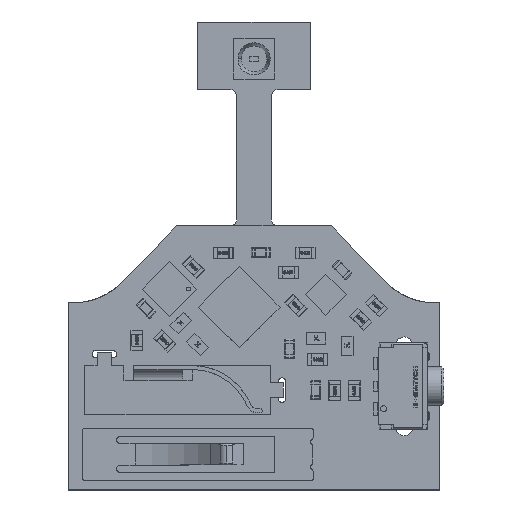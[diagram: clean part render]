
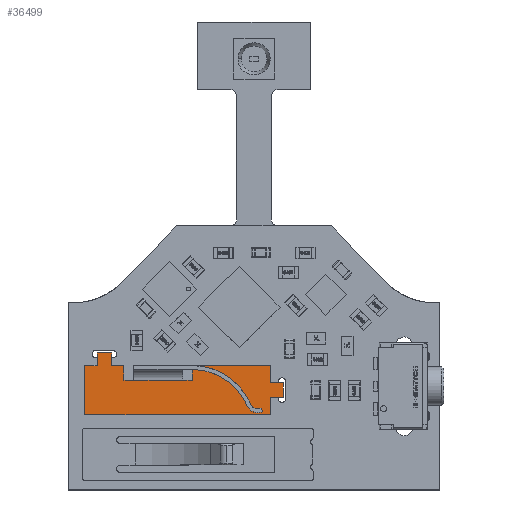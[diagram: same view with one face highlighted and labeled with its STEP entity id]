
A CAD part, top view. The second image highlights one B-rep face of the part: STEP entity #36499.
In plain terms, the highlighted face is planar.
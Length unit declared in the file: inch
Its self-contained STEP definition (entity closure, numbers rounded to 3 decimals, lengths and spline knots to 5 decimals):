
#47 = VECTOR ( 'NONE', #23286, 39.37008 ) ;
#357 = VERTEX_POINT ( 'NONE', #22605 ) ;
#382 = CARTESIAN_POINT ( 'NONE',  ( -0.15, 0.008, 0. ) ) ;
#715 = VERTEX_POINT ( 'NONE', #382 ) ;
#788 = DIRECTION ( 'NONE',  ( -1., 0., 0. ) ) ;
#1300 = CARTESIAN_POINT ( 'NONE',  ( 0.07, 0.008, -0.1 ) ) ;
#1904 = LINE ( 'NONE', #8184, #6745 ) ;
#2136 = LINE ( 'NONE', #21987, #15033 ) ;
#2187 = CARTESIAN_POINT ( 'NONE',  ( 0.22992, 0.008, -0.065 ) ) ;
#2535 = DIRECTION ( 'NONE',  ( 0., 0., 1. ) ) ;
#2567 = VECTOR ( 'NONE', #5760, 39.37008 ) ;
#2949 = VERTEX_POINT ( 'NONE', #38989 ) ;
#3046 = DIRECTION ( 'NONE',  ( -1., 0., 0. ) ) ;
#3332 = DIRECTION ( 'NONE',  ( -1., 0., 0. ) ) ;
#3448 = VECTOR ( 'NONE', #17570, 39.37008 ) ;
#4532 = CARTESIAN_POINT ( 'NONE',  ( 0.22992, 0.008, -0.035 ) ) ;
#4997 = CARTESIAN_POINT ( 'NONE',  ( 0.05, 0.008, -0.07 ) ) ;
#5355 = EDGE_CURVE ( 'NONE', #32116, #40688, #26228, .T. ) ;
#5480 = VECTOR ( 'NONE', #37163, 39.37008 ) ;
#5631 = VECTOR ( 'NONE', #6807, 39.37008 ) ;
#5685 = CARTESIAN_POINT ( 'NONE',  ( 0.25592, 0.008, -0.035 ) ) ;
#5760 = DIRECTION ( 'NONE',  ( -1., 0., 0. ) ) ;
#6745 = VECTOR ( 'NONE', #39876, 39.37008 ) ;
#6807 = DIRECTION ( 'NONE',  ( -1., 0., 0. ) ) ;
#6861 = LINE ( 'NONE', #16697, #12927 ) ;
#7180 = EDGE_CURVE ( 'NONE', #36539, #715, #31288, .T. ) ;
#8184 = CARTESIAN_POINT ( 'NONE',  ( -0.07, 0.008, -0.1 ) ) ;
#8295 = CARTESIAN_POINT ( 'NONE',  ( 0.22992, 0.008, 0. ) ) ;
#8546 = CARTESIAN_POINT ( 'NONE',  ( -0.125, 0.008, -0.126 ) ) ;
#8609 = LINE ( 'NONE', #5685, #5480 ) ;
#8977 = VERTEX_POINT ( 'NONE', #9631 ) ;
#9442 = VECTOR ( 'NONE', #18851, 39.37008 ) ;
#9631 = CARTESIAN_POINT ( 'NONE',  ( 0.25592, 0.008, -0.035 ) ) ;
#9932 = CARTESIAN_POINT ( 'NONE',  ( 0.07, 0.008, -0.07 ) ) ;
#10185 = VERTEX_POINT ( 'NONE', #33390 ) ;
#10670 = CARTESIAN_POINT ( 'NONE',  ( 0.22992, 0.008, 0. ) ) ;
#11420 = VERTEX_POINT ( 'NONE', #24098 ) ;
#11540 = ORIENTED_EDGE ( 'NONE', *, *, #36479, .T. ) ;
#11757 = CARTESIAN_POINT ( 'NONE',  ( -0.15, 0.008, -0.1 ) ) ;
#11804 = VECTOR ( 'NONE', #38598, 39.37008 ) ;
#12082 = EDGE_CURVE ( 'NONE', #10185, #2949, #41213, .T. ) ;
#12094 = VECTOR ( 'NONE', #21767, 39.37008 ) ;
#12927 = VECTOR ( 'NONE', #3332, 39.37008 ) ;
#13947 = EDGE_CURVE ( 'NONE', #24344, #34201, #32157, .T. ) ;
#14033 = CARTESIAN_POINT ( 'NONE',  ( -0.07, 0.008, -0.1 ) ) ;
#14302 = ORIENTED_EDGE ( 'NONE', *, *, #31174, .T. ) ;
#15033 = VECTOR ( 'NONE', #15343, 39.37008 ) ;
#15343 = DIRECTION ( 'NONE',  ( 1., 0., 0. ) ) ;
#15422 = EDGE_CURVE ( 'NONE', #22623, #35994, #21977, .T. ) ;
#15454 = ORIENTED_EDGE ( 'NONE', *, *, #27905, .T. ) ;
#15817 = CARTESIAN_POINT ( 'NONE',  ( 0.07, 0.008, -0.07 ) ) ;
#16032 = ORIENTED_EDGE ( 'NONE', *, *, #18894, .T. ) ;
#16452 = ORIENTED_EDGE ( 'NONE', *, *, #13947, .T. ) ;
#16548 = ORIENTED_EDGE ( 'NONE', *, *, #35509, .F. ) ;
#16694 = ORIENTED_EDGE ( 'NONE', *, *, #25644, .T. ) ;
#16697 = CARTESIAN_POINT ( 'NONE',  ( -0.095, 0.008, -0.126 ) ) ;
#16833 = LINE ( 'NONE', #27983, #21339 ) ;
#17056 = EDGE_CURVE ( 'NONE', #30601, #27530, #6861, .T. ) ;
#17570 = DIRECTION ( 'NONE',  ( 0., 0., 1. ) ) ;
#17991 = DIRECTION ( 'NONE',  ( 0., 0., -1. ) ) ;
#18213 = EDGE_CURVE ( 'NONE', #357, #37997, #26017, .T. ) ;
#18249 = FACE_OUTER_BOUND ( 'NONE', #24395, .T. ) ;
#18464 = CARTESIAN_POINT ( 'NONE',  ( 0., 0.008, 0. ) ) ;
#18851 = DIRECTION ( 'NONE',  ( -1., 0., 0. ) ) ;
#18894 = EDGE_CURVE ( 'NONE', #715, #22623, #2136, .T. ) ;
#18959 = VECTOR ( 'NONE', #788, 39.37008 ) ;
#19608 = CARTESIAN_POINT ( 'NONE',  ( -0.07, 0.008, -0.07 ) ) ;
#19834 = LINE ( 'NONE', #29414, #18959 ) ;
#20688 = CARTESIAN_POINT ( 'NONE',  ( 0.07, 0.008, -0.1 ) ) ;
#20855 = ORIENTED_EDGE ( 'NONE', *, *, #35631, .T. ) ;
#21339 = VECTOR ( 'NONE', #17991, 39.37008 ) ;
#21438 = ORIENTED_EDGE ( 'NONE', *, *, #12082, .T. ) ;
#21453 = CARTESIAN_POINT ( 'NONE',  ( 0.07, 0.008, -0.07 ) ) ;
#21767 = DIRECTION ( 'NONE',  ( -1., 0., 0. ) ) ;
#21966 = DIRECTION ( 'NONE',  ( 0., 1., 0. ) ) ;
#21977 = LINE ( 'NONE', #29258, #11804 ) ;
#21987 = CARTESIAN_POINT ( 'NONE',  ( -0.15, 0.008, 0. ) ) ;
#22109 = CARTESIAN_POINT ( 'NONE',  ( -0.125, 0.008, -0.126 ) ) ;
#22303 = ORIENTED_EDGE ( 'NONE', *, *, #39401, .T. ) ;
#22306 = CARTESIAN_POINT ( 'NONE',  ( -0.15, 0.008, -0.1 ) ) ;
#22380 = ORIENTED_EDGE ( 'NONE', *, *, #15422, .T. ) ;
#22605 = CARTESIAN_POINT ( 'NONE',  ( 0.22992, 0.008, -0.1 ) ) ;
#22623 = VERTEX_POINT ( 'NONE', #8295 ) ;
#23286 = DIRECTION ( 'NONE',  ( 0., 0., -1. ) ) ;
#23813 = LINE ( 'NONE', #10670, #47 ) ;
#24098 = CARTESIAN_POINT ( 'NONE',  ( -0.125, 0.008, -0.1 ) ) ;
#24206 = VECTOR ( 'NONE', #3046, 39.37008 ) ;
#24344 = VERTEX_POINT ( 'NONE', #34513 ) ;
#24395 = EDGE_LOOP ( 'NONE', ( #28158, #16032, #22380, #16548, #11540, #16452, #25457, #29428, #20855, #16694, #22303, #21438, #39187, #26741, #14302, #34033, #28293, #15454 ) ) ;
#24972 = LINE ( 'NONE', #15817, #2567 ) ;
#25092 = LINE ( 'NONE', #28450, #9442 ) ;
#25457 = ORIENTED_EDGE ( 'NONE', *, *, #34758, .T. ) ;
#25634 = CARTESIAN_POINT ( 'NONE',  ( -0.07, 0.008, -0.1 ) ) ;
#25644 = EDGE_CURVE ( 'NONE', #27729, #26541, #24972, .T. ) ;
#26017 = LINE ( 'NONE', #39123, #5631 ) ;
#26228 = LINE ( 'NONE', #25634, #40784 ) ;
#26541 = VERTEX_POINT ( 'NONE', #4997 ) ;
#26727 = LINE ( 'NONE', #20688, #3448 ) ;
#26741 = ORIENTED_EDGE ( 'NONE', *, *, #5355, .T. ) ;
#27497 = EDGE_CURVE ( 'NONE', #11420, #27530, #37094, .T. ) ;
#27530 = VERTEX_POINT ( 'NONE', #22109 ) ;
#27729 = VERTEX_POINT ( 'NONE', #21453 ) ;
#27905 = EDGE_CURVE ( 'NONE', #11420, #36539, #1904, .T. ) ;
#27983 = CARTESIAN_POINT ( 'NONE',  ( -0.095, 0.008, -0.126 ) ) ;
#28158 = ORIENTED_EDGE ( 'NONE', *, *, #7180, .T. ) ;
#28293 = ORIENTED_EDGE ( 'NONE', *, *, #27497, .F. ) ;
#28450 = CARTESIAN_POINT ( 'NONE',  ( 0.22992, 0.008, -0.035 ) ) ;
#29258 = CARTESIAN_POINT ( 'NONE',  ( 0.22992, 0.008, 0. ) ) ;
#29414 = CARTESIAN_POINT ( 'NONE',  ( 0.05, 0.008, -0.07 ) ) ;
#29428 = ORIENTED_EDGE ( 'NONE', *, *, #18213, .T. ) ;
#30601 = VERTEX_POINT ( 'NONE', #32750 ) ;
#31174 = EDGE_CURVE ( 'NONE', #40688, #30601, #16833, .T. ) ;
#31288 = LINE ( 'NONE', #22306, #35018 ) ;
#31354 = CARTESIAN_POINT ( 'NONE',  ( 0.22992, 0.008, -0.065 ) ) ;
#32116 = VERTEX_POINT ( 'NONE', #14033 ) ;
#32157 = LINE ( 'NONE', #31354, #12094 ) ;
#32486 = EDGE_CURVE ( 'NONE', #2949, #32116, #38347, .T. ) ;
#32750 = CARTESIAN_POINT ( 'NONE',  ( -0.095, 0.008, -0.126 ) ) ;
#33390 = CARTESIAN_POINT ( 'NONE',  ( -0.05, 0.008, -0.07 ) ) ;
#33971 = DIRECTION ( 'NONE',  ( 0., 0., -1. ) ) ;
#34033 = ORIENTED_EDGE ( 'NONE', *, *, #17056, .T. ) ;
#34201 = VERTEX_POINT ( 'NONE', #2187 ) ;
#34513 = CARTESIAN_POINT ( 'NONE',  ( 0.25592, 0.008, -0.065 ) ) ;
#34758 = EDGE_CURVE ( 'NONE', #34201, #357, #23813, .T. ) ;
#35018 = VECTOR ( 'NONE', #40833, 39.37008 ) ;
#35223 = DIRECTION ( 'NONE',  ( 0., 0., -1. ) ) ;
#35509 = EDGE_CURVE ( 'NONE', #8977, #35994, #25092, .T. ) ;
#35631 = EDGE_CURVE ( 'NONE', #37997, #27729, #26727, .T. ) ;
#35994 = VERTEX_POINT ( 'NONE', #4532 ) ;
#36204 = CARTESIAN_POINT ( 'NONE',  ( -0.095, 0.008, -0.1 ) ) ;
#36479 = EDGE_CURVE ( 'NONE', #8977, #24344, #8609, .T. ) ;
#36499 = ADVANCED_FACE ( 'NONE', ( #18249 ), #36955, .T. ) ;
#36539 = VERTEX_POINT ( 'NONE', #11757 ) ;
#36590 = VECTOR ( 'NONE', #35223, 39.37008 ) ;
#36955 = PLANE ( 'NONE',  #37444 ) ;
#37094 = LINE ( 'NONE', #8546, #39306 ) ;
#37163 = DIRECTION ( 'NONE',  ( 0., 0., -1. ) ) ;
#37444 = AXIS2_PLACEMENT_3D ( 'NONE', #18464, #21966, #2535 ) ;
#37997 = VERTEX_POINT ( 'NONE', #1300 ) ;
#38308 = DIRECTION ( 'NONE',  ( -1., 0., 0. ) ) ;
#38347 = LINE ( 'NONE', #19608, #36590 ) ;
#38598 = DIRECTION ( 'NONE',  ( 0., 0., -1. ) ) ;
#38989 = CARTESIAN_POINT ( 'NONE',  ( -0.07, 0.008, -0.07 ) ) ;
#39123 = CARTESIAN_POINT ( 'NONE',  ( 0.22992, 0.008, -0.1 ) ) ;
#39187 = ORIENTED_EDGE ( 'NONE', *, *, #32486, .T. ) ;
#39306 = VECTOR ( 'NONE', #33971, 39.37008 ) ;
#39401 = EDGE_CURVE ( 'NONE', #26541, #10185, #19834, .T. ) ;
#39876 = DIRECTION ( 'NONE',  ( -1., 0., 0. ) ) ;
#40688 = VERTEX_POINT ( 'NONE', #36204 ) ;
#40784 = VECTOR ( 'NONE', #38308, 39.37008 ) ;
#40833 = DIRECTION ( 'NONE',  ( 0., 0., 1. ) ) ;
#41213 = LINE ( 'NONE', #9932, #24206 ) ;
